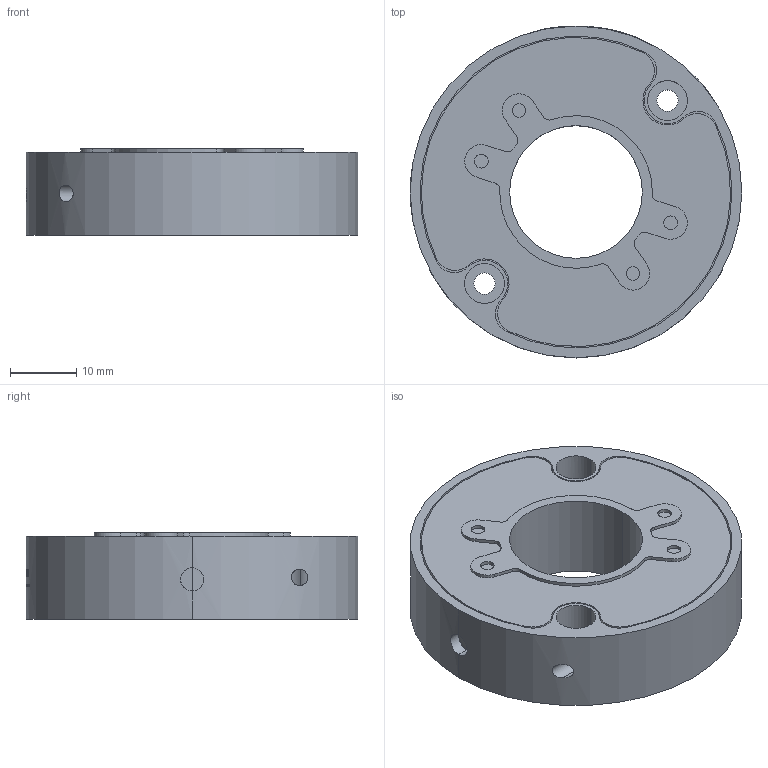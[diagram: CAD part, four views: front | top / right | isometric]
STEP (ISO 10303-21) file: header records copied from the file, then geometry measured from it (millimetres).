
FILE_DESCRIPTION (( 'STEP AP203' ), '1' );
FILE_NAME ('N20三维外形图.STEP', '2019-11-28T02:48:49', ( '' ), ( '' ), 'SwSTEP 2.0', 'SolidWorks 2016', '' );
FILE_SCHEMA (( 'CONFIG_CONTROL_DESIGN' ));
Length unit declared in the file: millimetre
Products named in the file (1): N20三维外形图
Bounding box: 50 x 50.02 x 13 mm (x, y, z)
Volume: 19926.9 mm3; surface area: 7232.2 mm2
Topology: 1 solids, 1 shells, 991 faces, 2674 edges, 1781 vertices
Faces by surface type: bspline 501, plane 306, cylinder 184
Entity records: 44486 total; most frequent: CARTESIAN_POINT 23753, ORIENTED_EDGE 5348, EDGE_CURVE 2674, DIRECTION 2506, VERTEX_POINT 1781, B_SPLINE_CURVE_WITH_KNOTS 1672, EDGE_LOOP 1097, AXIS2_PLACEMENT_3D 1013
